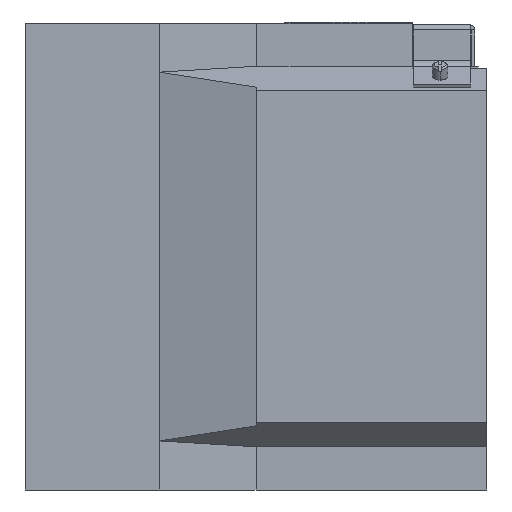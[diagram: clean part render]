
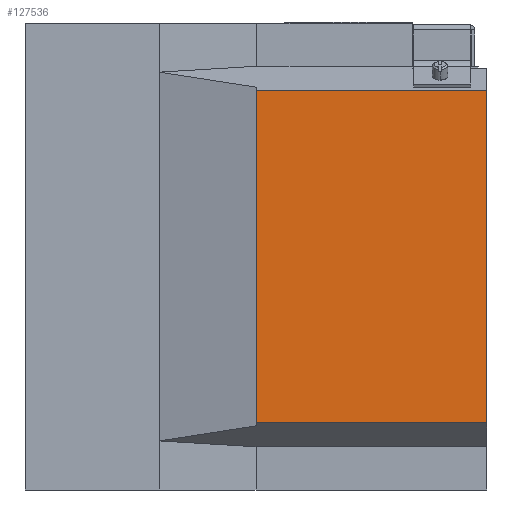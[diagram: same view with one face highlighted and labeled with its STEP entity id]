
A CAD part, left-side view. The second image highlights one B-rep face of the part: STEP entity #127536.
In plain terms, the highlighted planar face has unit normal (-1, 0, 0).
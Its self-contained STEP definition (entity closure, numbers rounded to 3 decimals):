
#1543 = LINE ( 'NONE', #19970, #189584 ) ;
#4787 = DIRECTION ( 'NONE',  ( 0., 0., -1. ) ) ;
#4839 = EDGE_CURVE ( 'NONE', #114397, #63003, #163213, .T. ) ;
#9459 = DIRECTION ( 'NONE',  ( 0., 0., -1. ) ) ;
#14156 = CARTESIAN_POINT ( 'NONE',  ( -74., 267.001, 96.144 ) ) ;
#19970 = CARTESIAN_POINT ( 'NONE',  ( -74., 0., 135. ) ) ;
#21624 = LINE ( 'NONE', #143788, #174937 ) ;
#31516 = CARTESIAN_POINT ( 'NONE',  ( -74., 133., 96.144 ) ) ;
#41090 = CARTESIAN_POINT ( 'NONE',  ( -74., 0., 96.144 ) ) ;
#45561 = ORIENTED_EDGE ( 'NONE', *, *, #63706, .F. ) ;
#63003 = VERTEX_POINT ( 'NONE', #41090 ) ;
#63706 = EDGE_CURVE ( 'NONE', #63003, #183549, #1543, .T. ) ;
#71095 = LINE ( 'NONE', #76503, #105979 ) ;
#76503 = CARTESIAN_POINT ( 'NONE',  ( -74., 267.001, -96.144 ) ) ;
#78678 = CARTESIAN_POINT ( 'NONE',  ( -74., 133., 135. ) ) ;
#84195 = VECTOR ( 'NONE', #163525, 1000. ) ;
#105979 = VECTOR ( 'NONE', #165540, 1000. ) ;
#107507 = AXIS2_PLACEMENT_3D ( 'NONE', #78678, #152750, #4787 ) ;
#110576 = EDGE_LOOP ( 'NONE', ( #138904, #140308, #45561, #184232 ) ) ;
#114397 = VERTEX_POINT ( 'NONE', #31516 ) ;
#121118 = CARTESIAN_POINT ( 'NONE',  ( -74., 0., -96.144 ) ) ;
#123911 = DIRECTION ( 'NONE',  ( 0., 0., -1. ) ) ;
#126194 = CARTESIAN_POINT ( 'NONE',  ( -74., 133., -96.144 ) ) ;
#127536 = ADVANCED_FACE ( 'NONE', ( #140754 ), #167089, .F. ) ;
#138904 = ORIENTED_EDGE ( 'NONE', *, *, #183896, .T. ) ;
#140308 = ORIENTED_EDGE ( 'NONE', *, *, #149841, .T. ) ;
#140754 = FACE_OUTER_BOUND ( 'NONE', #110576, .T. ) ;
#143788 = CARTESIAN_POINT ( 'NONE',  ( -74., 133., 135. ) ) ;
#149841 = EDGE_CURVE ( 'NONE', #191703, #183549, #71095, .T. ) ;
#152750 = DIRECTION ( 'NONE',  ( 1., 0., 0. ) ) ;
#163213 = LINE ( 'NONE', #14156, #84195 ) ;
#163525 = DIRECTION ( 'NONE',  ( 0., -1., 0. ) ) ;
#165540 = DIRECTION ( 'NONE',  ( 0., -1., 0. ) ) ;
#167089 = PLANE ( 'NONE',  #107507 ) ;
#174937 = VECTOR ( 'NONE', #9459, 1000. ) ;
#183549 = VERTEX_POINT ( 'NONE', #121118 ) ;
#183896 = EDGE_CURVE ( 'NONE', #114397, #191703, #21624, .T. ) ;
#184232 = ORIENTED_EDGE ( 'NONE', *, *, #4839, .F. ) ;
#189584 = VECTOR ( 'NONE', #123911, 1000. ) ;
#191703 = VERTEX_POINT ( 'NONE', #126194 ) ;
